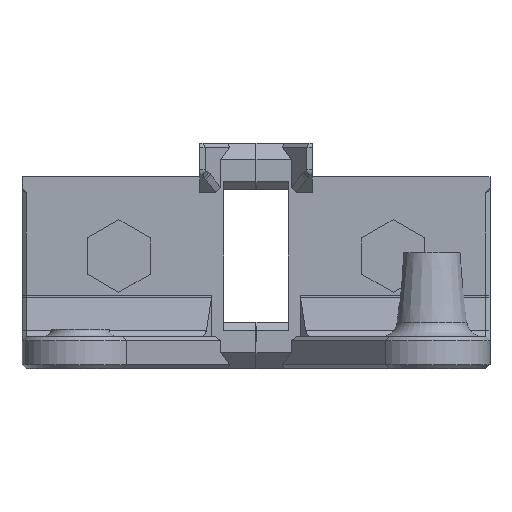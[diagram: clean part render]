
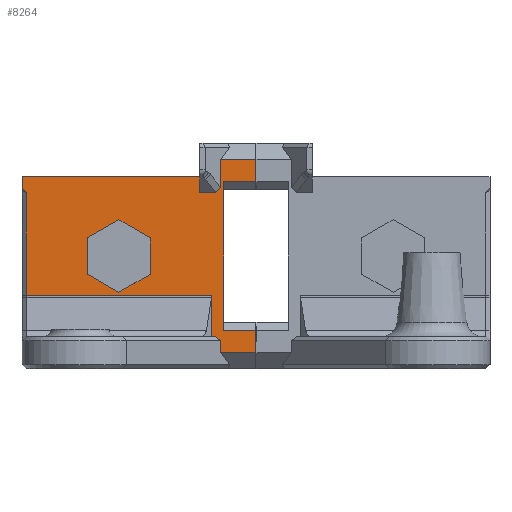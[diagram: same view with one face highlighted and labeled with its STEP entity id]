
A CAD part, front view. The second image highlights one B-rep face of the part: STEP entity #8264.
In plain terms, the highlighted planar face has unit normal (0, -1, 0).
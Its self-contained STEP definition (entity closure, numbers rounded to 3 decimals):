
#6846 = VERTEX_POINT('',#6847);
#6847 = CARTESIAN_POINT('',(-29.,-14.2,9.8));
#6853 = EDGE_CURVE('',#6854,#6846,#6856,.T.);
#6854 = VERTEX_POINT('',#6855);
#6855 = CARTESIAN_POINT('',(-29.,-14.2,8.557));
#6856 = LINE('',#6857,#6858);
#6857 = CARTESIAN_POINT('',(-29.,-14.2,-2.1));
#6858 = VECTOR('',#6859,1.);
#6859 = DIRECTION('',(0.,0.,1.));
#7313 = VERTEX_POINT('',#7314);
#7314 = CARTESIAN_POINT('',(0.,-14.2,-12.));
#7320 = EDGE_CURVE('',#7313,#7321,#7323,.T.);
#7321 = VERTEX_POINT('',#7322);
#7322 = CARTESIAN_POINT('',(0.,-14.2,-9.2));
#7323 = LINE('',#7324,#7325);
#7324 = CARTESIAN_POINT('',(0.,-14.2,-12.));
#7325 = VECTOR('',#7326,1.);
#7326 = DIRECTION('',(0.,0.,1.));
#7557 = VERTEX_POINT('',#7558);
#7558 = CARTESIAN_POINT('',(-7.,-14.2,7.85));
#7564 = EDGE_CURVE('',#7565,#7557,#7567,.T.);
#7565 = VERTEX_POINT('',#7566);
#7566 = CARTESIAN_POINT('',(-7.,-14.2,9.8));
#7567 = LINE('',#7568,#7569);
#7568 = CARTESIAN_POINT('',(-7.,-14.2,9.8));
#7569 = VECTOR('',#7570,1.);
#7570 = DIRECTION('',(0.,0.,-1.));
#7880 = VERTEX_POINT('',#7881);
#7881 = CARTESIAN_POINT('',(-4.,-14.2,9.2));
#7887 = EDGE_CURVE('',#7888,#7880,#7890,.T.);
#7888 = VERTEX_POINT('',#7889);
#7889 = CARTESIAN_POINT('',(-4.,-14.2,-9.2));
#7890 = LINE('',#7891,#7892);
#7891 = CARTESIAN_POINT('',(-4.,-14.2,-6.));
#7892 = VECTOR('',#7893,1.);
#7893 = DIRECTION('',(0.,0.,1.));
#7951 = VERTEX_POINT('',#7952);
#7952 = CARTESIAN_POINT('',(0.,-14.2,9.2));
#7958 = EDGE_CURVE('',#7951,#7959,#7961,.T.);
#7959 = VERTEX_POINT('',#7960);
#7960 = CARTESIAN_POINT('',(0.,-14.2,12.));
#7961 = LINE('',#7962,#7963);
#7962 = CARTESIAN_POINT('',(0.,-14.2,-12.));
#7963 = VECTOR('',#7964,1.);
#7964 = DIRECTION('',(0.,0.,1.));
#8204 = VERTEX_POINT('',#8205);
#8205 = CARTESIAN_POINT('',(-28.5,-14.2,-4.901));
#8229 = VERTEX_POINT('',#8230);
#8230 = CARTESIAN_POINT('',(-28.5,-14.2,7.85));
#8238 = EDGE_CURVE('',#8229,#8204,#8239,.T.);
#8239 = LINE('',#8240,#8241);
#8240 = CARTESIAN_POINT('',(-28.5,-14.2,7.85));
#8241 = VECTOR('',#8242,1.);
#8242 = DIRECTION('',(0.,0.,-1.));
#8253 = EDGE_CURVE('',#6854,#8229,#8254,.T.);
#8254 = LINE('',#8255,#8256);
#8255 = CARTESIAN_POINT('',(-25.46,-14.2,3.55));
#8256 = VECTOR('',#8257,1.);
#8257 = DIRECTION('',(0.577,0.,-0.816));
#8264 = ADVANCED_FACE('',(#8265,#8368),#8418,.T.);
#8265 = FACE_BOUND('',#8266,.F.);
#8266 = EDGE_LOOP('',(#8267,#8268,#8276,#8284,#8292,#8298,#8299,#8305,
    #8306,#8312,#8313,#8321,#8329,#8337,#8345,#8353,#8359,#8360,#8361,
    #8362));
#8267 = ORIENTED_EDGE('',*,*,#7564,.T.);
#8268 = ORIENTED_EDGE('',*,*,#8269,.T.);
#8269 = EDGE_CURVE('',#7557,#8270,#8272,.T.);
#8270 = VERTEX_POINT('',#8271);
#8271 = CARTESIAN_POINT('',(-4.967,-14.2,7.85));
#8272 = LINE('',#8273,#8274);
#8273 = CARTESIAN_POINT('',(-86.707,-14.2,7.85));
#8274 = VECTOR('',#8275,1.);
#8275 = DIRECTION('',(1.,0.,0.));
#8276 = ORIENTED_EDGE('',*,*,#8277,.T.);
#8277 = EDGE_CURVE('',#8270,#8278,#8280,.T.);
#8278 = VERTEX_POINT('',#8279);
#8279 = CARTESIAN_POINT('',(-4.4,-14.2,8.489));
#8280 = LINE('',#8281,#8282);
#8281 = CARTESIAN_POINT('',(-8.018,-14.2,4.411));
#8282 = VECTOR('',#8283,1.);
#8283 = DIRECTION('',(0.664,0.,0.748)
  );
#8284 = ORIENTED_EDGE('',*,*,#8285,.T.);
#8285 = EDGE_CURVE('',#8278,#8286,#8288,.T.);
#8286 = VERTEX_POINT('',#8287);
#8287 = CARTESIAN_POINT('',(-4.4,-14.2,12.));
#8288 = LINE('',#8289,#8290);
#8289 = CARTESIAN_POINT('',(-4.4,-14.2,-13.));
#8290 = VECTOR('',#8291,1.);
#8291 = DIRECTION('',(0.,0.,1.));
#8292 = ORIENTED_EDGE('',*,*,#8293,.F.);
#8293 = EDGE_CURVE('',#7959,#8286,#8294,.T.);
#8294 = LINE('',#8295,#8296);
#8295 = CARTESIAN_POINT('',(0.,-14.2,12.));
#8296 = VECTOR('',#8297,1.);
#8297 = DIRECTION('',(-1.,0.,0.));
#8298 = ORIENTED_EDGE('',*,*,#7958,.F.);
#8299 = ORIENTED_EDGE('',*,*,#8300,.F.);
#8300 = EDGE_CURVE('',#7880,#7951,#8301,.T.);
#8301 = LINE('',#8302,#8303);
#8302 = CARTESIAN_POINT('',(0.,-14.2,9.2));
#8303 = VECTOR('',#8304,1.);
#8304 = DIRECTION('',(1.,0.,0.));
#8305 = ORIENTED_EDGE('',*,*,#7887,.F.);
#8306 = ORIENTED_EDGE('',*,*,#8307,.F.);
#8307 = EDGE_CURVE('',#7321,#7888,#8308,.T.);
#8308 = LINE('',#8309,#8310);
#8309 = CARTESIAN_POINT('',(0.,-14.2,-9.2));
#8310 = VECTOR('',#8311,1.);
#8311 = DIRECTION('',(-1.,0.,0.));
#8312 = ORIENTED_EDGE('',*,*,#7320,.F.);
#8313 = ORIENTED_EDGE('',*,*,#8314,.T.);
#8314 = EDGE_CURVE('',#7313,#8315,#8317,.T.);
#8315 = VERTEX_POINT('',#8316);
#8316 = CARTESIAN_POINT('',(-4.4,-14.2,-12.));
#8317 = LINE('',#8318,#8319);
#8318 = CARTESIAN_POINT('',(0.,-14.2,-12.));
#8319 = VECTOR('',#8320,1.);
#8320 = DIRECTION('',(-1.,0.,0.));
#8321 = ORIENTED_EDGE('',*,*,#8322,.T.);
#8322 = EDGE_CURVE('',#8315,#8323,#8325,.T.);
#8323 = VERTEX_POINT('',#8324);
#8324 = CARTESIAN_POINT('',(-4.4,-14.2,-10.5));
#8325 = LINE('',#8326,#8327);
#8326 = CARTESIAN_POINT('',(-4.4,-14.2,-13.));
#8327 = VECTOR('',#8328,1.);
#8328 = DIRECTION('',(0.,0.,1.));
#8329 = ORIENTED_EDGE('',*,*,#8330,.T.);
#8330 = EDGE_CURVE('',#8323,#8331,#8333,.T.);
#8331 = VERTEX_POINT('',#8332);
#8332 = CARTESIAN_POINT('',(-5.027,-14.2,-10.));
#8333 = LINE('',#8334,#8335);
#8334 = CARTESIAN_POINT('',(-13.078,-14.2,-3.582));
#8335 = VECTOR('',#8336,1.);
#8336 = DIRECTION('',(-0.782,0.,0.623
    ));
#8337 = ORIENTED_EDGE('',*,*,#8338,.T.);
#8338 = EDGE_CURVE('',#8331,#8339,#8341,.T.);
#8339 = VERTEX_POINT('',#8340);
#8340 = CARTESIAN_POINT('',(-5.5,-14.2,-10.));
#8341 = LINE('',#8342,#8343);
#8342 = CARTESIAN_POINT('',(0.,-14.2,-10.));
#8343 = VECTOR('',#8344,1.);
#8344 = DIRECTION('',(-1.,0.,0.));
#8345 = ORIENTED_EDGE('',*,*,#8346,.F.);
#8346 = EDGE_CURVE('',#8347,#8339,#8349,.T.);
#8347 = VERTEX_POINT('',#8348);
#8348 = CARTESIAN_POINT('',(-5.5,-14.2,-4.901));
#8349 = LINE('',#8350,#8351);
#8350 = CARTESIAN_POINT('',(-5.5,-14.2,0.));
#8351 = VECTOR('',#8352,1.);
#8352 = DIRECTION('',(0.,0.,-1.));
#8353 = ORIENTED_EDGE('',*,*,#8354,.F.);
#8354 = EDGE_CURVE('',#8204,#8347,#8355,.T.);
#8355 = LINE('',#8356,#8357);
#8356 = CARTESIAN_POINT('',(-86.707,-14.2,-4.901));
#8357 = VECTOR('',#8358,1.);
#8358 = DIRECTION('',(1.,0.,0.));
#8359 = ORIENTED_EDGE('',*,*,#8238,.F.);
#8360 = ORIENTED_EDGE('',*,*,#8253,.F.);
#8361 = ORIENTED_EDGE('',*,*,#6853,.T.);
#8362 = ORIENTED_EDGE('',*,*,#8363,.F.);
#8363 = EDGE_CURVE('',#7565,#6846,#8364,.T.);
#8364 = LINE('',#8365,#8366);
#8365 = CARTESIAN_POINT('',(-7.,-14.2,9.8));
#8366 = VECTOR('',#8367,1.);
#8367 = DIRECTION('',(-1.,0.,0.));
#8368 = FACE_BOUND('',#8369,.F.);
#8369 = EDGE_LOOP('',(#8370,#8380,#8388,#8396,#8404,#8412));
#8370 = ORIENTED_EDGE('',*,*,#8371,.T.);
#8371 = EDGE_CURVE('',#8372,#8374,#8376,.T.);
#8372 = VERTEX_POINT('',#8373);
#8373 = CARTESIAN_POINT('',(-20.889,-14.2,2.263));
#8374 = VERTEX_POINT('',#8375);
#8375 = CARTESIAN_POINT('',(-20.905,-14.2,-2.237));
#8376 = LINE('',#8377,#8378);
#8377 = CARTESIAN_POINT('',(-20.9,-14.2,-0.809));
#8378 = VECTOR('',#8379,1.);
#8379 = DIRECTION('',(-0.003,0.,-1.));
#8380 = ORIENTED_EDGE('',*,*,#8381,.T.);
#8381 = EDGE_CURVE('',#8374,#8382,#8384,.T.);
#8382 = VERTEX_POINT('',#8383);
#8383 = CARTESIAN_POINT('',(-17.015,-14.2,-4.501));
#8384 = LINE('',#8385,#8386);
#8385 = CARTESIAN_POINT('',(-16.208,-14.2,-4.971));
#8386 = VECTOR('',#8387,1.);
#8387 = DIRECTION('',(0.864,0.,-0.503));
#8388 = ORIENTED_EDGE('',*,*,#8389,.T.);
#8389 = EDGE_CURVE('',#8382,#8390,#8392,.T.);
#8390 = VERTEX_POINT('',#8391);
#8391 = CARTESIAN_POINT('',(-13.11,-14.2,-2.265));
#8392 = LINE('',#8393,#8394);
#8393 = CARTESIAN_POINT('',(-12.036,-14.2,-1.649));
#8394 = VECTOR('',#8395,1.);
#8395 = DIRECTION('',(0.868,0.,0.497));
#8396 = ORIENTED_EDGE('',*,*,#8397,.T.);
#8397 = EDGE_CURVE('',#8390,#8398,#8400,.T.);
#8398 = VERTEX_POINT('',#8399);
#8399 = CARTESIAN_POINT('',(-13.095,-14.2,2.235));
#8400 = LINE('',#8401,#8402);
#8401 = CARTESIAN_POINT('',(-13.098,-14.2,1.414));
#8402 = VECTOR('',#8403,1.);
#8403 = DIRECTION('',(0.003,0.,1.));
#8404 = ORIENTED_EDGE('',*,*,#8405,.T.);
#8405 = EDGE_CURVE('',#8398,#8406,#8408,.T.);
#8406 = VERTEX_POINT('',#8407);
#8407 = CARTESIAN_POINT('',(-16.984,-14.2,4.499));
#8408 = LINE('',#8409,#8410);
#8409 = CARTESIAN_POINT('',(-14.232,-14.2,2.897));
#8410 = VECTOR('',#8411,1.);
#8411 = DIRECTION('',(-0.864,0.,0.503));
#8412 = ORIENTED_EDGE('',*,*,#8413,.T.);
#8413 = EDGE_CURVE('',#8406,#8372,#8414,.T.);
#8414 = LINE('',#8415,#8416);
#8415 = CARTESIAN_POINT('',(-17.862,-14.2,3.996));
#8416 = VECTOR('',#8417,1.);
#8417 = DIRECTION('',(-0.868,0.,-0.497));
#8418 = PLANE('',#8419);
#8419 = AXIS2_PLACEMENT_3D('',#8420,#8421,#8422);
#8420 = CARTESIAN_POINT('',(-12.033,-14.2,1.27));
#8421 = DIRECTION('',(0.,-1.,0.));
#8422 = DIRECTION('',(0.497,0.,-0.868)
  );
